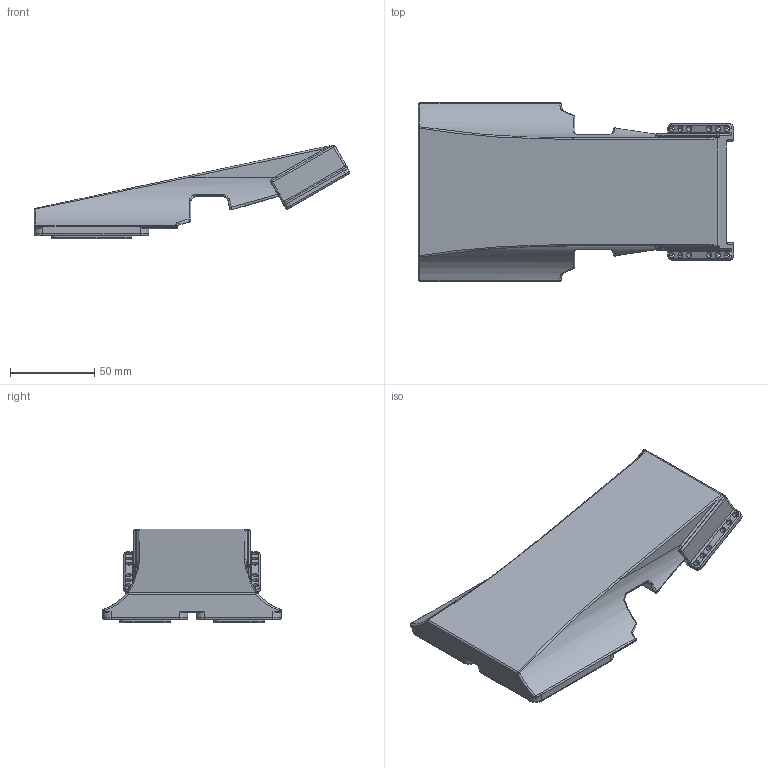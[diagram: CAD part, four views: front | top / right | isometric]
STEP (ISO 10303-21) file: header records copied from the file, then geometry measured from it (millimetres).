
FILE_DESCRIPTION (( 'STEP AP214' ), '1' );
FILE_NAME ('腰部标定件，数量1.STEP', '2025-07-21T03:55:14', ( '' ), ( '' ), 'SwSTEP 2.0', 'SolidWorks 2021', '' );
FILE_SCHEMA (( 'AUTOMOTIVE_DESIGN' ));
Length unit declared in the file: millimetre
Products named in the file (1): 殈窒梓隅璃ㄛ杅講1
Bounding box: 187.17 x 106 x 55.73 mm (x, y, z)
Volume: 312905.3 mm3; surface area: 45812.1 mm2
Topology: 1 solids, 1 shells, 285 faces, 685 edges, 386 vertices
Faces by surface type: cylinder 134, plane 51, torus 40, bspline 34, sphere 26
Entity records: 8895 total; most frequent: CARTESIAN_POINT 2435, DIRECTION 1417, ORIENTED_EDGE 1334, EDGE_CURVE 667, AXIS2_PLACEMENT_3D 584, VERTEX_POINT 386, CIRCLE 332, EDGE_LOOP 311
